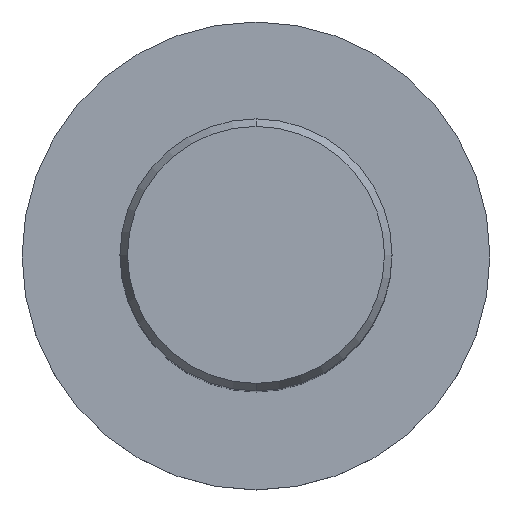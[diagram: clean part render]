
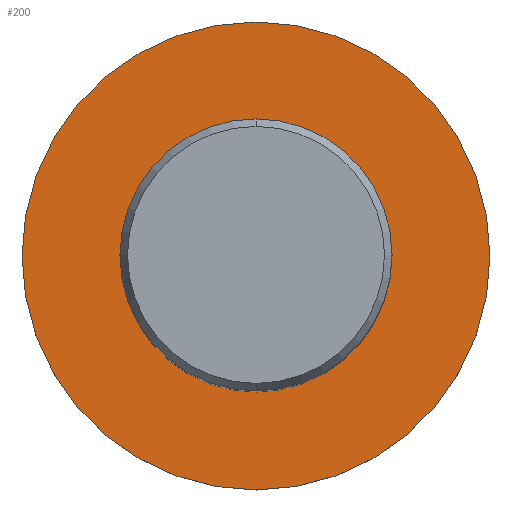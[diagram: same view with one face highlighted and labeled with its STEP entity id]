
A CAD part, top view. The second image highlights one B-rep face of the part: STEP entity #200.
In plain terms, the highlighted planar face has unit normal (0, 0, 1).
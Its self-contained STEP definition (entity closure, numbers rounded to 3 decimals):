
#200=ADVANCED_FACE('',(#534,#535),#536,.T.);
#202=VERTEX_POINT('',#538);
#320=EDGE_CURVE('',#422,#408,#670,.T.);
#388=VERTEX_POINT('',#744);
#402=EDGE_CURVE('',#408,#422,#761,.T.);
#408=VERTEX_POINT('',#767);
#412=EDGE_CURVE('',#202,#388,#771,.T.);
#422=VERTEX_POINT('',#781);
#494=EDGE_CURVE('',#388,#202,#858,.T.);
#534=FACE_BOUND('',#922,.T.);
#535=FACE_OUTER_BOUND('',#923,.T.);
#536=PLANE('',#924);
#538=CARTESIAN_POINT('',(0.0,21.5,-56.0));
#670=CIRCLE('',#1196,12.5);
#744=CARTESIAN_POINT('',(0.,-21.5,-56.0));
#761=CIRCLE('',#1351,12.5);
#767=CARTESIAN_POINT('',(0.0,12.5,-56.0));
#771=CIRCLE('',#1363,21.5);
#781=CARTESIAN_POINT('',(0.,-12.5,-56.0));
#858=CIRCLE('',#1557,21.5);
#922=EDGE_LOOP('',(#1594,#1595));
#923=EDGE_LOOP('',(#1596,#1597));
#924=AXIS2_PLACEMENT_3D('',#1598,#1599,#1600);
#1196=AXIS2_PLACEMENT_3D('',#1781,#1782,#1783);
#1351=AXIS2_PLACEMENT_3D('',#1879,#1880,#1881);
#1363=AXIS2_PLACEMENT_3D('',#1885,#1886,#1887);
#1557=AXIS2_PLACEMENT_3D('',#1966,#1967,#1968);
#1594=ORIENTED_EDGE('',*,*,#402,.T.);
#1595=ORIENTED_EDGE('',*,*,#320,.T.);
#1596=ORIENTED_EDGE('',*,*,#412,.F.);
#1597=ORIENTED_EDGE('',*,*,#494,.F.);
#1598=CARTESIAN_POINT('',(0.0,10.75,-56.0));
#1599=DIRECTION('',(-0.0,0.0,1.0));
#1600=DIRECTION('',(0.0,-1.0,0.0));
#1781=CARTESIAN_POINT('',(0.0,0.0,-56.0));
#1782=DIRECTION('',(-0.0,0.0,-1.0));
#1783=DIRECTION('',(0.0,1.0,0.0));
#1879=CARTESIAN_POINT('',(0.0,0.0,-56.0));
#1880=DIRECTION('',(-0.0,0.0,-1.0));
#1881=DIRECTION('',(0.0,1.0,0.0));
#1885=CARTESIAN_POINT('',(0.0,0.0,-56.0));
#1886=DIRECTION('',(0.0,0.0,-1.0));
#1887=DIRECTION('',(0.0,1.0,0.0));
#1966=CARTESIAN_POINT('',(0.0,0.0,-56.0));
#1967=DIRECTION('',(0.0,0.0,-1.0));
#1968=DIRECTION('',(0.0,1.0,0.0));
